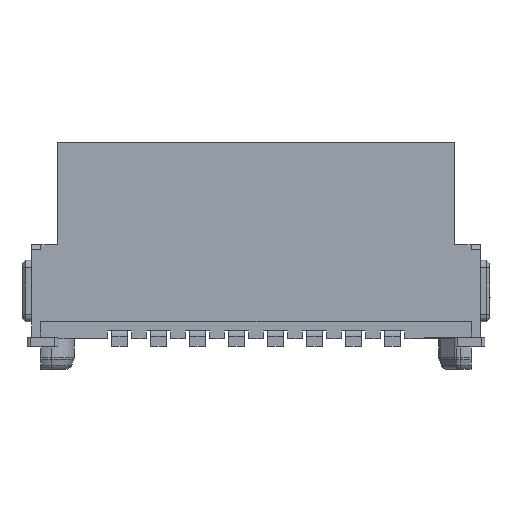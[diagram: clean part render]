
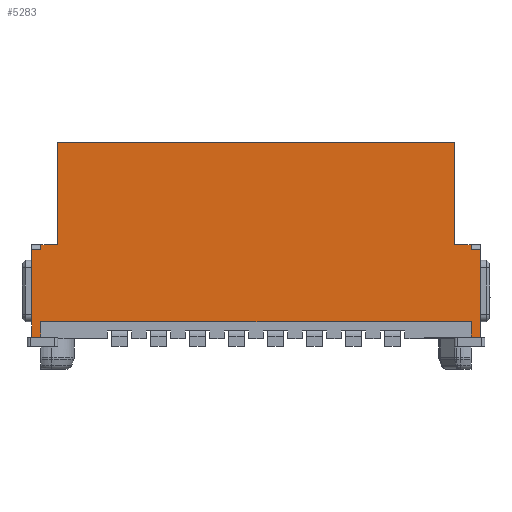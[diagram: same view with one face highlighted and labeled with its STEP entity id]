
A CAD part, front view. The second image highlights one B-rep face of the part: STEP entity #5283.
In plain terms, the highlighted planar face has unit normal (0, -1, 0).
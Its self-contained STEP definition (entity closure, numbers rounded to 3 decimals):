
#5158=AXIS2_PLACEMENT_3D('Plane Axis2P3D',#5155,#5156,#5157) ;
#5255=AXIS2_PLACEMENT_3D('Circle Axis2P3D',#5253,#5254,$) ;
#2168=CARTESIAN_POINT('Vertex',(14.625,1.6,1.05)) ;
#2171=CARTESIAN_POINT('Line Origine',(14.625,1.6,1.3)) ;
#2175=CARTESIAN_POINT('Vertex',(14.625,1.6,1.55)) ;
#2309=CARTESIAN_POINT('Line Origine',(7.62,1.6,1.55)) ;
#2313=CARTESIAN_POINT('Vertex',(0.615,1.6,1.55)) ;
#2457=CARTESIAN_POINT('Line Origine',(0.615,1.6,1.3)) ;
#2461=CARTESIAN_POINT('Vertex',(0.615,1.6,1.05)) ;
#4680=CARTESIAN_POINT('Vertex',(14.925,1.6,3.9)) ;
#4683=CARTESIAN_POINT('Line Origine',(14.925,1.6,2.475)) ;
#4687=CARTESIAN_POINT('Vertex',(14.925,1.6,1.05)) ;
#5155=CARTESIAN_POINT('Axis2P3D Location',(0.969,1.6,1.319)) ;
#5160=CARTESIAN_POINT('Line Origine',(14.625,1.6,3.975)) ;
#5164=CARTESIAN_POINT('Vertex',(14.625,1.6,3.9)) ;
#5166=CARTESIAN_POINT('Vertex',(14.625,1.6,4.05)) ;
#5169=CARTESIAN_POINT('Line Origine',(14.35,1.6,4.05)) ;
#5173=CARTESIAN_POINT('Vertex',(14.075,1.6,4.05)) ;
#5176=CARTESIAN_POINT('Line Origine',(14.075,1.6,5.715)) ;
#5180=CARTESIAN_POINT('Vertex',(14.075,1.6,7.38)) ;
#5183=CARTESIAN_POINT('Line Origine',(7.62,1.6,7.38)) ;
#5187=CARTESIAN_POINT('Vertex',(1.165,1.6,7.38)) ;
#5190=CARTESIAN_POINT('Line Origine',(1.165,1.6,5.715)) ;
#5194=CARTESIAN_POINT('Vertex',(1.165,1.6,4.05)) ;
#5197=CARTESIAN_POINT('Line Origine',(0.89,1.6,4.05)) ;
#5201=CARTESIAN_POINT('Vertex',(0.615,1.6,4.05)) ;
#5204=CARTESIAN_POINT('Line Origine',(0.615,1.6,3.975)) ;
#5208=CARTESIAN_POINT('Vertex',(0.615,1.6,3.9)) ;
#5211=CARTESIAN_POINT('Line Origine',(0.465,1.6,3.9)) ;
#5215=CARTESIAN_POINT('Vertex',(0.315,1.6,3.9)) ;
#5218=CARTESIAN_POINT('Line Origine',(0.315,1.6,2.475)) ;
#5222=CARTESIAN_POINT('Vertex',(0.315,1.6,1.05)) ;
#5226=CARTESIAN_POINT('Control Point',(0.615,1.6,0.75)) ;
#5227=CARTESIAN_POINT('Control Point',(0.578,1.6,0.75)) ;
#5228=CARTESIAN_POINT('Control Point',(0.54,1.6,0.756)) ;
#5229=CARTESIAN_POINT('Control Point',(0.502,1.6,0.768)) ;
#5230=CARTESIAN_POINT('Control Point',(0.435,1.6,0.803)) ;
#5231=CARTESIAN_POINT('Control Point',(0.382,1.6,0.856)) ;
#5232=CARTESIAN_POINT('Control Point',(0.358,1.6,0.889)) ;
#5233=CARTESIAN_POINT('Control Point',(0.332,1.6,0.939)) ;
#5234=CARTESIAN_POINT('Control Point',(0.319,1.6,0.994)) ;
#5235=CARTESIAN_POINT('Control Point',(0.316,1.6,1.013)) ;
#5236=CARTESIAN_POINT('Control Point',(0.315,1.6,1.031)) ;
#5237=CARTESIAN_POINT('Control Point',(0.315,1.6,1.05)) ;
#5238=CARTESIAN_POINT('Vertex',(0.615,1.6,0.75)) ;
#5241=CARTESIAN_POINT('Line Origine',(0.615,1.6,0.9)) ;
#5246=CARTESIAN_POINT('Line Origine',(14.625,1.6,0.9)) ;
#5250=CARTESIAN_POINT('Vertex',(14.625,1.6,0.75)) ;
#5253=CARTESIAN_POINT('Axis2P3D Location',(14.625,1.6,1.05)) ;
#5258=CARTESIAN_POINT('Line Origine',(14.775,1.6,3.9)) ;
#2172=DIRECTION('Vector Direction',(0.,0.,-1.)) ;
#2310=DIRECTION('Vector Direction',(1.,0.,0.)) ;
#2458=DIRECTION('Vector Direction',(0.,0.,-1.)) ;
#4684=DIRECTION('Vector Direction',(0.,0.,1.)) ;
#5156=DIRECTION('Axis2P3D Direction',(0.,-1.,0.)) ;
#5157=DIRECTION('Axis2P3D XDirection',(1.,0.,0.)) ;
#5161=DIRECTION('Vector Direction',(0.,0.,1.)) ;
#5170=DIRECTION('Vector Direction',(-1.,0.,0.)) ;
#5177=DIRECTION('Vector Direction',(0.,0.,-1.)) ;
#5184=DIRECTION('Vector Direction',(1.,0.,0.)) ;
#5191=DIRECTION('Vector Direction',(0.,0.,-1.)) ;
#5198=DIRECTION('Vector Direction',(-1.,0.,0.)) ;
#5205=DIRECTION('Vector Direction',(0.,0.,-1.)) ;
#5212=DIRECTION('Vector Direction',(1.,0.,0.)) ;
#5219=DIRECTION('Vector Direction',(0.,0.,1.)) ;
#5242=DIRECTION('Vector Direction',(0.,0.,-1.)) ;
#5247=DIRECTION('Vector Direction',(0.,0.,1.)) ;
#5254=DIRECTION('Axis2P3D Direction',(0.,-1.,0.)) ;
#5259=DIRECTION('Vector Direction',(1.,0.,0.)) ;
#2173=VECTOR('Line Direction',#2172,1.) ;
#2311=VECTOR('Line Direction',#2310,1.) ;
#2459=VECTOR('Line Direction',#2458,1.) ;
#4685=VECTOR('Line Direction',#4684,1.) ;
#5162=VECTOR('Line Direction',#5161,1.) ;
#5171=VECTOR('Line Direction',#5170,1.) ;
#5178=VECTOR('Line Direction',#5177,1.) ;
#5185=VECTOR('Line Direction',#5184,1.) ;
#5192=VECTOR('Line Direction',#5191,1.) ;
#5199=VECTOR('Line Direction',#5198,1.) ;
#5206=VECTOR('Line Direction',#5205,1.) ;
#5213=VECTOR('Line Direction',#5212,1.) ;
#5220=VECTOR('Line Direction',#5219,1.) ;
#5243=VECTOR('Line Direction',#5242,1.) ;
#5248=VECTOR('Line Direction',#5247,1.) ;
#5260=VECTOR('Line Direction',#5259,1.) ;
#5264=ORIENTED_EDGE('',*,*,#5168,.T.) ;
#5265=ORIENTED_EDGE('',*,*,#5175,.T.) ;
#5266=ORIENTED_EDGE('',*,*,#5182,.F.) ;
#5267=ORIENTED_EDGE('',*,*,#5189,.F.) ;
#5268=ORIENTED_EDGE('',*,*,#5196,.T.) ;
#5269=ORIENTED_EDGE('',*,*,#5203,.T.) ;
#5270=ORIENTED_EDGE('',*,*,#5210,.T.) ;
#5271=ORIENTED_EDGE('',*,*,#5217,.F.) ;
#5272=ORIENTED_EDGE('',*,*,#5224,.F.) ;
#5273=ORIENTED_EDGE('',*,*,#5240,.T.) ;
#5274=ORIENTED_EDGE('',*,*,#5245,.F.) ;
#5275=ORIENTED_EDGE('',*,*,#2463,.F.) ;
#5276=ORIENTED_EDGE('',*,*,#2315,.T.) ;
#5277=ORIENTED_EDGE('',*,*,#2177,.T.) ;
#5278=ORIENTED_EDGE('',*,*,#5252,.T.) ;
#5279=ORIENTED_EDGE('',*,*,#5257,.T.) ;
#5280=ORIENTED_EDGE('',*,*,#4689,.T.) ;
#5281=ORIENTED_EDGE('',*,*,#5262,.T.) ;
#5283=ADVANCED_FACE('Hauptk\X2\00F6\X0\rper',(#5282),#5159,.T.) ;
#5225=B_SPLINE_CURVE_WITH_KNOTS('',5,(#5226,#5227,#5228,#5229,#5230,#5231,#5232,#5233,#5234,#5235,#5236,#5237),.UNSPECIFIED.,.F.,.U.,(6,3,3,6),(0.,0.265,0.531,0.664),.UNSPECIFIED.) ;
#5256=CIRCLE('generated circle',#5255,0.3) ;
#2177=EDGE_CURVE('',#2176,#2169,#2174,.T.) ;
#2315=EDGE_CURVE('',#2314,#2176,#2312,.T.) ;
#2463=EDGE_CURVE('',#2314,#2462,#2460,.T.) ;
#4689=EDGE_CURVE('',#4688,#4681,#4686,.T.) ;
#5168=EDGE_CURVE('',#5165,#5167,#5163,.T.) ;
#5175=EDGE_CURVE('',#5167,#5174,#5172,.T.) ;
#5182=EDGE_CURVE('',#5181,#5174,#5179,.T.) ;
#5189=EDGE_CURVE('',#5188,#5181,#5186,.T.) ;
#5196=EDGE_CURVE('',#5188,#5195,#5193,.T.) ;
#5203=EDGE_CURVE('',#5195,#5202,#5200,.T.) ;
#5210=EDGE_CURVE('',#5202,#5209,#5207,.T.) ;
#5217=EDGE_CURVE('',#5216,#5209,#5214,.T.) ;
#5224=EDGE_CURVE('',#5223,#5216,#5221,.T.) ;
#5240=EDGE_CURVE('',#5223,#5239,#5225,.F.) ;
#5245=EDGE_CURVE('',#2462,#5239,#5244,.T.) ;
#5252=EDGE_CURVE('',#2169,#5251,#5249,.F.) ;
#5257=EDGE_CURVE('',#5251,#4688,#5256,.T.) ;
#5262=EDGE_CURVE('',#4681,#5165,#5261,.F.) ;
#5263=EDGE_LOOP('',(#5264,#5265,#5266,#5267,#5268,#5269,#5270,#5271,#5272,#5273,#5274,#5275,#5276,#5277,#5278,#5279,#5280,#5281)) ;
#5282=FACE_OUTER_BOUND('',#5263,.T.) ;
#2174=LINE('Line',#2171,#2173) ;
#2312=LINE('Line',#2309,#2311) ;
#2460=LINE('Line',#2457,#2459) ;
#4686=LINE('Line',#4683,#4685) ;
#5163=LINE('Line',#5160,#5162) ;
#5172=LINE('Line',#5169,#5171) ;
#5179=LINE('Line',#5176,#5178) ;
#5186=LINE('Line',#5183,#5185) ;
#5193=LINE('Line',#5190,#5192) ;
#5200=LINE('Line',#5197,#5199) ;
#5207=LINE('Line',#5204,#5206) ;
#5214=LINE('Line',#5211,#5213) ;
#5221=LINE('Line',#5218,#5220) ;
#5244=LINE('Line',#5241,#5243) ;
#5249=LINE('Line',#5246,#5248) ;
#5261=LINE('Line',#5258,#5260) ;
#5159=PLANE('',#5158) ;
#2169=VERTEX_POINT('',#2168) ;
#2176=VERTEX_POINT('',#2175) ;
#2314=VERTEX_POINT('',#2313) ;
#2462=VERTEX_POINT('',#2461) ;
#4681=VERTEX_POINT('',#4680) ;
#4688=VERTEX_POINT('',#4687) ;
#5165=VERTEX_POINT('',#5164) ;
#5167=VERTEX_POINT('',#5166) ;
#5174=VERTEX_POINT('',#5173) ;
#5181=VERTEX_POINT('',#5180) ;
#5188=VERTEX_POINT('',#5187) ;
#5195=VERTEX_POINT('',#5194) ;
#5202=VERTEX_POINT('',#5201) ;
#5209=VERTEX_POINT('',#5208) ;
#5216=VERTEX_POINT('',#5215) ;
#5223=VERTEX_POINT('',#5222) ;
#5239=VERTEX_POINT('',#5238) ;
#5251=VERTEX_POINT('',#5250) ;
